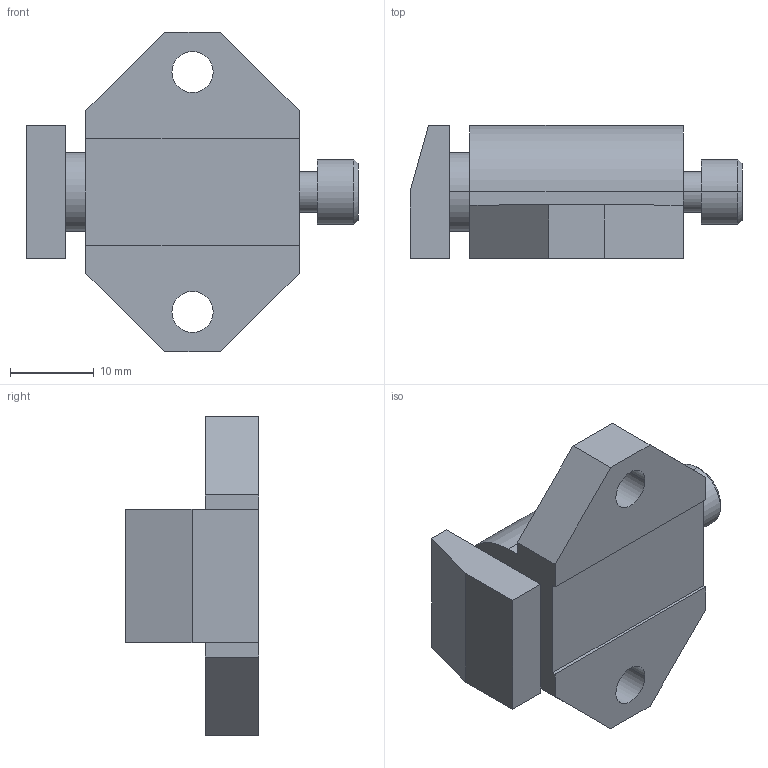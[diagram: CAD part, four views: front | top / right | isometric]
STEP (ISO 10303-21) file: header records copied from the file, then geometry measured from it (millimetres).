
FILE_DESCRIPTION((''),'2;1');
FILE_NAME('ILC66001401','2005-06-28T',('KR'),(''),'PRO/ENGINEER BY PARAMETRIC TECHNOLOGY CORPORATION, 2004290','PRO/ENGINEER BY PARAMETRIC TECHNOLOGY CORPORATION, 2004290','');
FILE_SCHEMA(('AUTOMOTIVE_DESIGN_CC2 { 1 2 10303 214 -1 1 5 2 }'));
Length unit declared in the file: inch
Products named in the file (1): ILC66001401
Bounding box: 39.55 x 15.88 x 38.1 mm (x, y, z)
Volume: 9259.3 mm3; surface area: 3854.4 mm2
Topology: 1 solids, 1 shells, 46 faces, 115 edges, 76 vertices
Faces by surface type: plane 33, cylinder 11, cone 2
Entity records: 1850 total; most frequent: CARTESIAN_POINT 237, DIRECTION 231, ORIENTED_EDGE 230, PRESENTATION_STYLE_ASSIGNMENT 116, STYLED_ITEM 116, CURVE_STYLE 115, EDGE_CURVE 115, COLOUR_RGB 105
